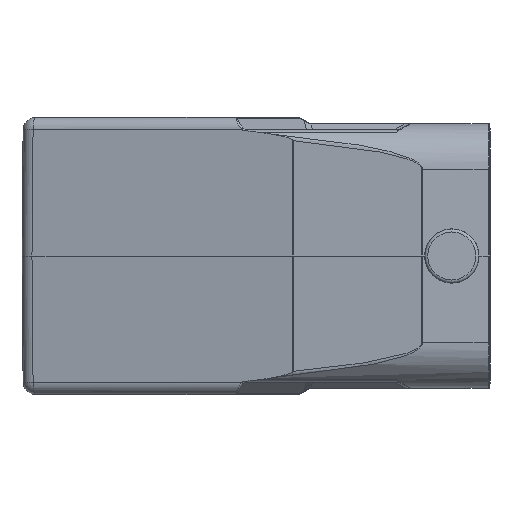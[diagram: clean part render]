
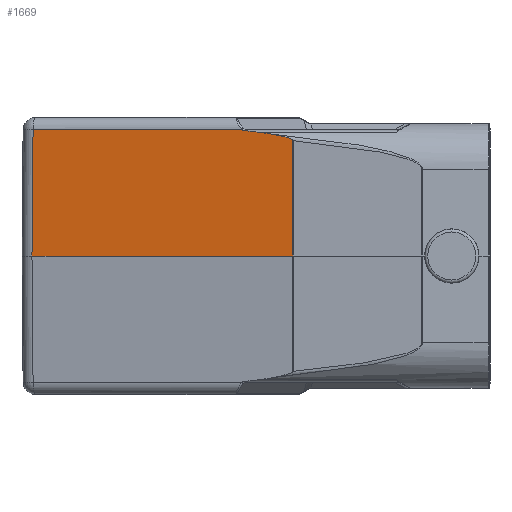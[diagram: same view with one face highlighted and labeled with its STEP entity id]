
A CAD part, left-side view. The second image highlights one B-rep face of the part: STEP entity #1669.
In plain terms, the highlighted planar face has unit normal (-0.982, 0.191, 0.009).
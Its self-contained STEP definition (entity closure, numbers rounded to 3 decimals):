
#332=B_SPLINE_CURVE_WITH_KNOTS('',3,(#17917,#17918,#17919,#17920,#17921,
#17922,#17923,#17924,#17925,#17926),.UNSPECIFIED.,.F.,.F.,(4,3,3,4),(0.,
0.078,0.383,1.),.UNSPECIFIED.);
#1106=FACE_OUTER_BOUND('',#2729,.T.);
#1669=ADVANCED_FACE('',(#1106),#1896,.T.);
#1896=PLANE('',#10460);
#2066=ELLIPSE('',#10441,39.308,7.5);
#2073=ELLIPSE('',#10458,10.482,2.);
#2729=EDGE_LOOP('',(#5727,#5728,#5729,#5730,#5731,#5732,#5733,#5734));
#5727=ORIENTED_EDGE('',*,*,#7913,.F.);
#5728=ORIENTED_EDGE('',*,*,#7910,.T.);
#5729=ORIENTED_EDGE('',*,*,#7906,.F.);
#5730=ORIENTED_EDGE('',*,*,#7875,.T.);
#5731=ORIENTED_EDGE('',*,*,#7866,.T.);
#5732=ORIENTED_EDGE('',*,*,#7863,.T.);
#5733=ORIENTED_EDGE('',*,*,#7979,.T.);
#5734=ORIENTED_EDGE('',*,*,#7998,.T.);
#6571=VERTEX_POINT('',#17927);
#6572=VERTEX_POINT('',#17928);
#6573=VERTEX_POINT('',#17993);
#6579=VERTEX_POINT('',#18011);
#6589=VERTEX_POINT('',#18157);
#6590=VERTEX_POINT('',#18163);
#6593=VERTEX_POINT('',#18171);
#6630=VERTEX_POINT('',#18358);
#7863=EDGE_CURVE('',#6571,#6572,#332,.T.);
#7866=EDGE_CURVE('',#6573,#6571,#8688,.T.);
#7875=EDGE_CURVE('',#6579,#6573,#8693,.T.);
#7906=EDGE_CURVE('',#6579,#6589,#8703,.T.);
#7910=EDGE_CURVE('',#6590,#6589,#8704,.T.);
#7913=EDGE_CURVE('',#6590,#6593,#8706,.T.);
#7979=EDGE_CURVE('',#6572,#6630,#2066,.T.);
#7998=EDGE_CURVE('',#6630,#6593,#2073,.T.);
#8688=LINE('',#17992,#9426);
#8693=LINE('',#18010,#9431);
#8703=LINE('',#18156,#9441);
#8704=LINE('',#18164,#9442);
#8706=LINE('',#18170,#9444);
#9426=VECTOR('',#12813,1.);
#9431=VECTOR('',#12832,1.);
#9441=VECTOR('',#12904,1.);
#9442=VECTOR('',#12915,1.);
#9444=VECTOR('',#12921,1.);
#10441=AXIS2_PLACEMENT_3D('',#18359,#13076,#13077);
#10458=AXIS2_PLACEMENT_3D('',#18422,#13119,#13120);
#10460=AXIS2_PLACEMENT_3D('',#18424,#13123,#13124);
#12813=DIRECTION('',(0.009,-0.001,1.));
#12832=DIRECTION('',(-0.191,-0.982,0.));
#12904=DIRECTION('',(0.007,-0.009,1.));
#12915=DIRECTION('',(0.191,0.982,0.));
#12921=DIRECTION('',(-0.13,-0.634,-0.763));
#13076=DIRECTION('',(-0.982,0.191,0.009));
#13077=DIRECTION('',(0.191,0.982,-0.002));
#13119=DIRECTION('',(-0.982,0.191,0.009));
#13120=DIRECTION('',(0.191,0.982,-0.002));
#13123=DIRECTION('',(-0.982,0.191,0.009));
#13124=DIRECTION('',(-0.191,-0.982,0.));
#17917=CARTESIAN_POINT('',(-44.58,0.024,18.83));
#17918=CARTESIAN_POINT('',(-44.566,0.091,18.904));
#17919=CARTESIAN_POINT('',(-44.548,0.182,18.952));
#17920=CARTESIAN_POINT('',(-44.53,0.271,18.996));
#17921=CARTESIAN_POINT('',(-44.461,0.618,19.168));
#17922=CARTESIAN_POINT('',(-44.387,0.998,19.267));
#17923=CARTESIAN_POINT('',(-44.313,1.373,19.362));
#17924=CARTESIAN_POINT('',(-44.164,2.132,19.555));
#17925=CARTESIAN_POINT('',(-44.012,2.904,19.694));
#17926=CARTESIAN_POINT('',(-43.861,3.676,19.818));
#17927=CARTESIAN_POINT('',(-44.58,0.024,18.83));
#17928=CARTESIAN_POINT('',(-43.861,3.676,19.818));
#17992=CARTESIAN_POINT('',(-44.743,0.048,-0.003));
#17993=CARTESIAN_POINT('',(-44.743,0.048,0.));
#18010=CARTESIAN_POINT('',(-36.514,42.382,0.));
#18011=CARTESIAN_POINT('',(-36.514,42.382,0.));
#18156=CARTESIAN_POINT('',(-36.511,42.379,0.362));
#18157=CARTESIAN_POINT('',(-36.366,42.203,20.517));
#18163=CARTESIAN_POINT('',(-42.957,8.295,20.517));
#18164=CARTESIAN_POINT('',(-42.957,8.295,20.517));
#18170=CARTESIAN_POINT('',(-43.2,7.109,19.091));
#18171=CARTESIAN_POINT('',(-42.981,8.178,20.377));
#18358=CARTESIAN_POINT('',(-43.44,5.83,20.136));
#18359=CARTESIAN_POINT('',(-39.128,28.295,14.));
#18422=CARTESIAN_POINT('',(-42.29,11.82,18.5));
#18424=CARTESIAN_POINT('',(-46.119,-7.035,0.));
